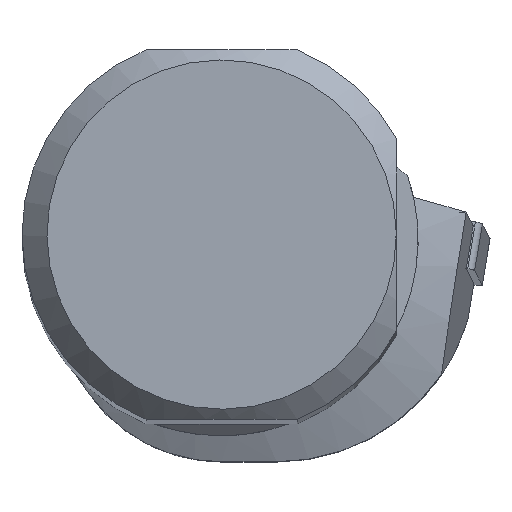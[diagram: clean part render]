
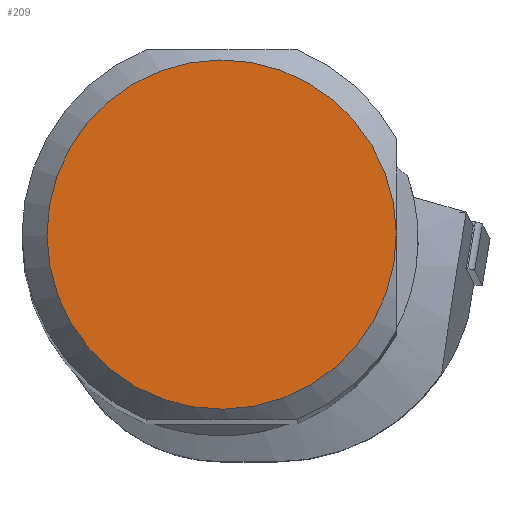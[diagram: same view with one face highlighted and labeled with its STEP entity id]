
A CAD part, top view. The second image highlights one B-rep face of the part: STEP entity #209.
In plain terms, the highlighted planar face has unit normal (0, 0, 1).
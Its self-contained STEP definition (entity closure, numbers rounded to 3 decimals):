
#163=FACE_OUTER_BOUND('',#413,.T.);
#209=ADVANCED_FACE('CU_SU_BP3',(#163),#240,.F.);
#240=PLANE('',#1080);
#413=EDGE_LOOP('',(#619));
#619=ORIENTED_EDGE('',*,*,#872,.T.);
#759=VERTEX_POINT('',#1721);
#872=EDGE_CURVE('',#759,#759,#913,.T.);
#913=CIRCLE('',#1073,17.489);
#1073=AXIS2_PLACEMENT_3D('',#1720,#1296,#1297);
#1080=AXIS2_PLACEMENT_3D('',#1741,#1311,#1312);
#1296=DIRECTION('',(0.,0.,1.));
#1297=DIRECTION('',(-0.986,0.164,0.));
#1311=DIRECTION('',(0.,0.,-1.));
#1312=DIRECTION('',(-0.986,0.164,0.));
#1720=CARTESIAN_POINT('',(0.,0.,
0.));
#1721=CARTESIAN_POINT('',(-17.252,2.872,0.));
#1741=CARTESIAN_POINT('',(-19.989,0.,0.));
